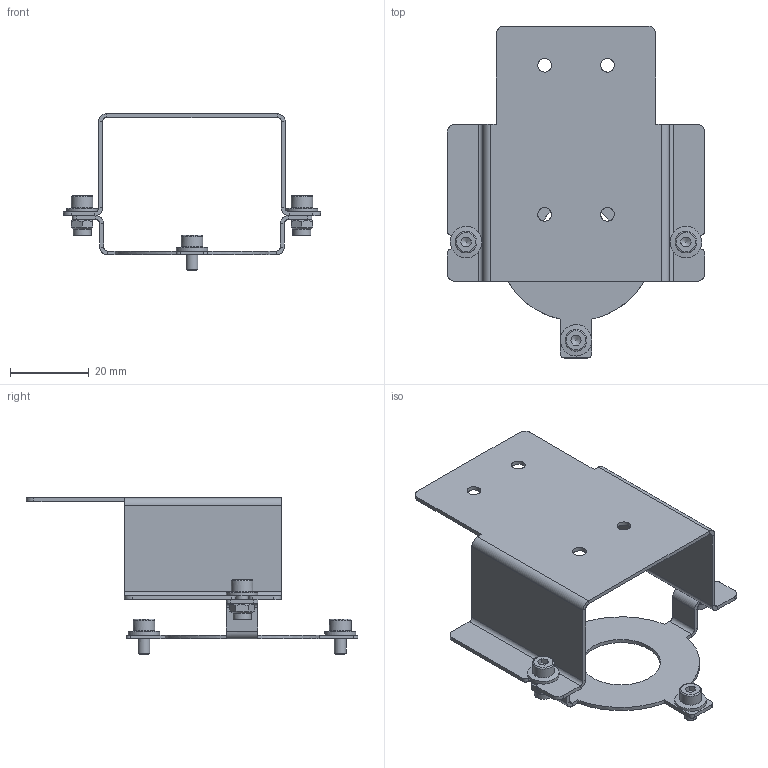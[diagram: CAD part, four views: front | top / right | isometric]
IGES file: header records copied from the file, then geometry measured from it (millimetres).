
Global section: file name: HS-BE-DOME-MP-VS-M3; native system: Autodesk Inventor 2021; preprocessor: unknown; author: ck; organization: di-soric GmbH & Co. KG; date: 20210721.123303; units: millimetre
Bounding box: 65.5 x 84.5 x 39.94 mm (x, y, z)
Volume: 7463.6 mm3; surface area: 15689.6 mm2
Topology: 12 solids, 12 shells, 223 faces, 581 edges, 378 vertices
Faces by surface type: bspline 223
